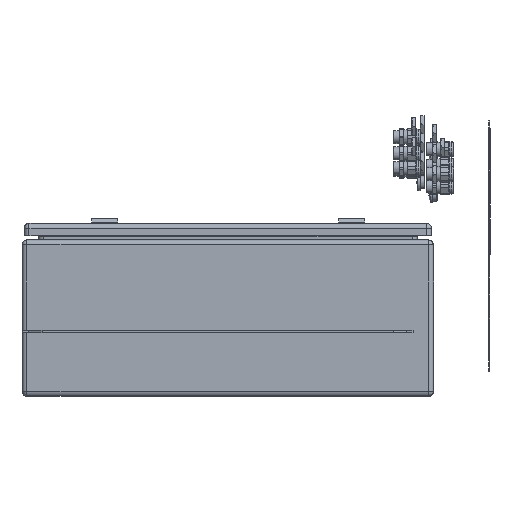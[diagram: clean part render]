
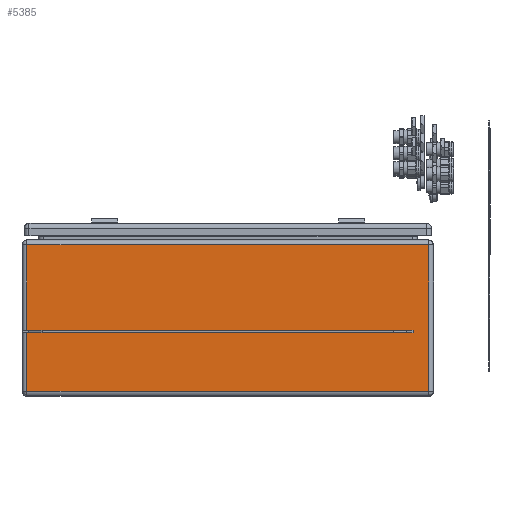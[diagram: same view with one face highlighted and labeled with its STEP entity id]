
A CAD part, left-side view. The second image highlights one B-rep face of the part: STEP entity #5385.
In plain terms, the highlighted planar face has unit normal (-1, 0, 0).
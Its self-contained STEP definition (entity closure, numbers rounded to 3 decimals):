
#320=PLANE('',#5816);
#539=LINE('',#8493,#923);
#542=LINE('',#8511,#926);
#544=LINE('',#8517,#928);
#545=LINE('',#8518,#929);
#923=VECTOR('',#6761,488.);
#926=VECTOR('',#6788,178.);
#928=VECTOR('',#6794,178.);
#929=VECTOR('',#6795,488.);
#1479=FACE_OUTER_BOUND('',#1834,.T.);
#1834=EDGE_LOOP('',(#4095,#4096,#4097,#4098));
#2663=VERTEX_POINT('',#8487);
#2665=VERTEX_POINT('',#8491);
#2668=VERTEX_POINT('',#8510);
#2670=VERTEX_POINT('',#8516);
#3217=EDGE_CURVE('',#2665,#2663,#539,.T.);
#3226=EDGE_CURVE('',#2668,#2663,#542,.T.);
#3229=EDGE_CURVE('',#2670,#2665,#544,.T.);
#3230=EDGE_CURVE('',#2668,#2670,#545,.T.);
#4095=ORIENTED_EDGE('',*,*,#3217,.F.);
#4096=ORIENTED_EDGE('',*,*,#3229,.F.);
#4097=ORIENTED_EDGE('',*,*,#3230,.F.);
#4098=ORIENTED_EDGE('',*,*,#3226,.T.);
#5385=ADVANCED_FACE('',(#1479),#320,.T.);
#5816=AXIS2_PLACEMENT_3D('',#8515,#6792,#6793);
#6761=DIRECTION('',(0.,-1.,0.));
#6788=DIRECTION('',(0.,0.,1.));
#6792=DIRECTION('center_axis',(-1.,0.,0.));
#6793=DIRECTION('ref_axis',(0.,0.,1.));
#6794=DIRECTION('',(0.,0.,1.));
#6795=DIRECTION('',(0.,1.,0.));
#8487=CARTESIAN_POINT('',(0.,6.,184.));
#8491=CARTESIAN_POINT('',(0.,494.,184.));
#8493=CARTESIAN_POINT('',(0.,128.,184.));
#8510=CARTESIAN_POINT('',(0.,6.,6.));
#8511=CARTESIAN_POINT('',(0.,6.,0.));
#8515=CARTESIAN_POINT('Origin',(0.,6.,0.));
#8516=CARTESIAN_POINT('',(0.,494.,6.));
#8517=CARTESIAN_POINT('',(0.,494.,0.));
#8518=CARTESIAN_POINT('',(0.,128.,6.));
